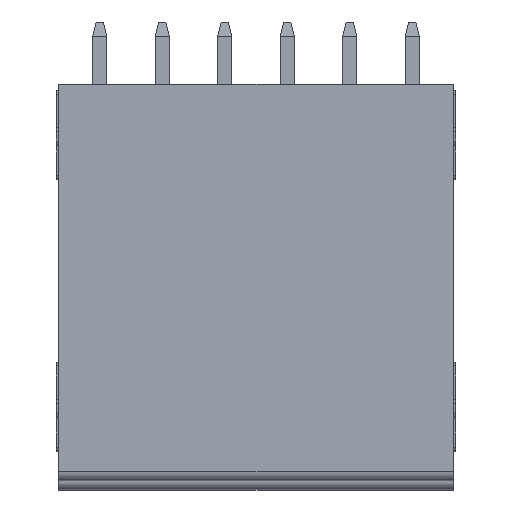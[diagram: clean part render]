
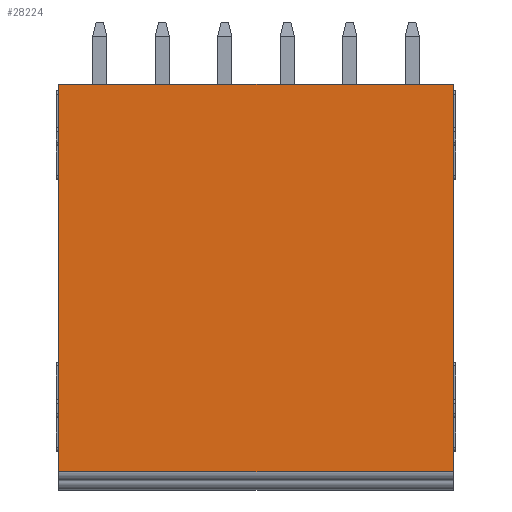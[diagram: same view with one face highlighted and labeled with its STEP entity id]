
A CAD part, top view. The second image highlights one B-rep face of the part: STEP entity #28224.
In plain terms, the highlighted planar face has unit normal (0, 0, 1).
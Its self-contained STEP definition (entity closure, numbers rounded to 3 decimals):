
#10163=DIRECTION('',(-1.,0.,0.));
#10164=VECTOR('',#10163,22.1);
#10165=CARTESIAN_POINT('',(-0.15,-10.3,9.2));
#10166=LINE('',#10165,#10164);
#10172=DIRECTION('',(0.,-1.,0.));
#10173=VECTOR('',#10172,21.7);
#10174=CARTESIAN_POINT('',(-22.25,11.4,9.2));
#10175=LINE('',#10174,#10173);
#10176=DIRECTION('',(-1.,0.,0.));
#10177=VECTOR('',#10176,22.1);
#10178=CARTESIAN_POINT('',(-0.15,11.4,9.2));
#10179=LINE('',#10178,#10177);
#10180=DIRECTION('',(0.,-1.,0.));
#10181=VECTOR('',#10180,21.7);
#10182=CARTESIAN_POINT('',(-0.15,11.4,9.2));
#10183=LINE('',#10182,#10181);
#14080=CARTESIAN_POINT('',(-0.15,11.4,9.2));
#14081=VERTEX_POINT('',#14080);
#14082=CARTESIAN_POINT('',(-0.15,-10.3,9.2));
#14083=VERTEX_POINT('',#14082);
#14204=CARTESIAN_POINT('',(-22.25,11.4,9.2));
#14205=VERTEX_POINT('',#14204);
#14206=CARTESIAN_POINT('',(-22.25,-10.3,9.2));
#14207=VERTEX_POINT('',#14206);
#28212=CARTESIAN_POINT('',(0.,11.4,9.2));
#28213=DIRECTION('',(0.,0.,1.));
#28214=DIRECTION('',(0.,-1.,0.));
#28215=AXIS2_PLACEMENT_3D('',#28212,#28213,#28214);
#28216=PLANE('',#28215);
#28217=ORIENTED_EDGE('',*,*,#21045,.F.);
#28219=ORIENTED_EDGE('',*,*,#28218,.F.);
#28220=ORIENTED_EDGE('',*,*,#28001,.T.);
#28221=ORIENTED_EDGE('',*,*,#28205,.T.);
#28222=EDGE_LOOP('',(#28217,#28219,#28220,#28221));
#28223=FACE_OUTER_BOUND('',#28222,.F.);
#28224=ADVANCED_FACE('',(#28223),#28216,.T.);
#21045=EDGE_CURVE('',#14205,#14207,#10175,.T.);
#28001=EDGE_CURVE('',#14081,#14083,#10183,.T.);
#28205=EDGE_CURVE('',#14083,#14207,#10166,.T.);
#28218=EDGE_CURVE('',#14081,#14205,#10179,.T.);
